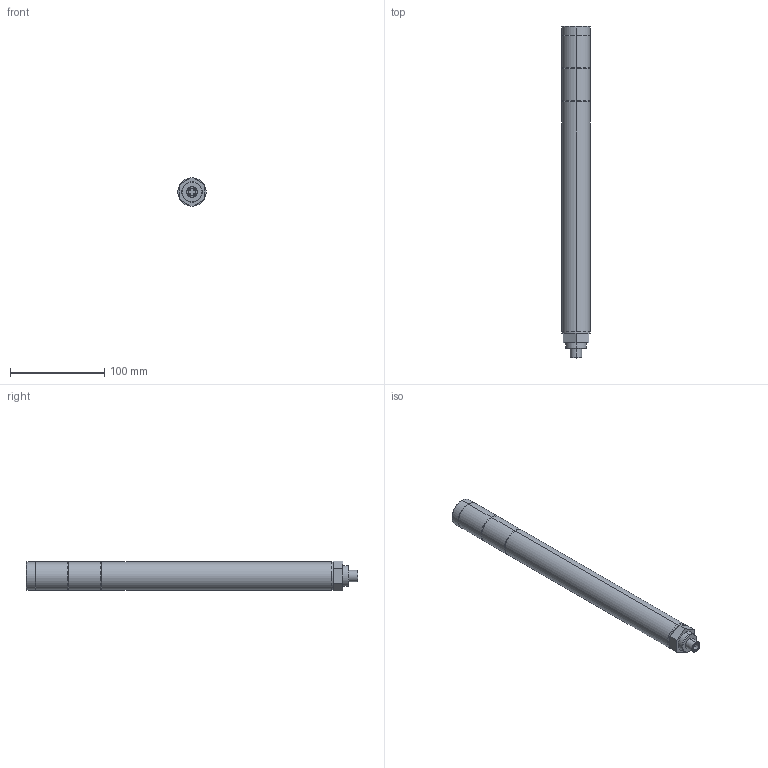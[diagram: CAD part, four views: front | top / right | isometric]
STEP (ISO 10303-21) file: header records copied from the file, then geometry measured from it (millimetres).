
FILE_DESCRIPTION (( 'STEP AP214' ), '1' );
FILE_NAME ('MP-202C-RG.step', '2016-10-25T14:46:11', ( '' ), ( '' ), 'SwSTEP 2.0', 'SolidWorks 2016', '' );
FILE_SCHEMA (( 'AUTOMOTIVE_DESIGN' ));
Length unit declared in the file: millimetre
Products named in the file (1): MP-202C-RG
Bounding box: 30 x 352 x 31.18 mm (x, y, z)
Volume: 228167.6 mm3; surface area: 43994.3 mm2
Topology: 11 solids, 12 shells, 106 faces, 225 edges, 140 vertices
Faces by surface type: plane 43, cylinder 37, torus 12, sphere 8, cone 6
Entity records: 2883 total; most frequent: DIRECTION 535, CARTESIAN_POINT 448, ORIENTED_EDGE 418, AXIS2_PLACEMENT_3D 219, EDGE_CURVE 209, VERTEX_POINT 132, EDGE_LOOP 117, CIRCLE 112
